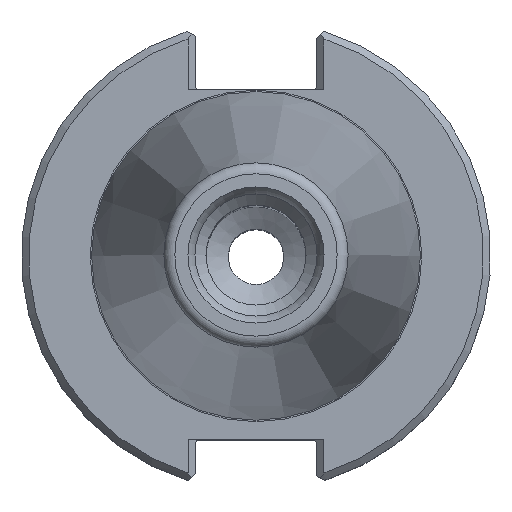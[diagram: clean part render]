
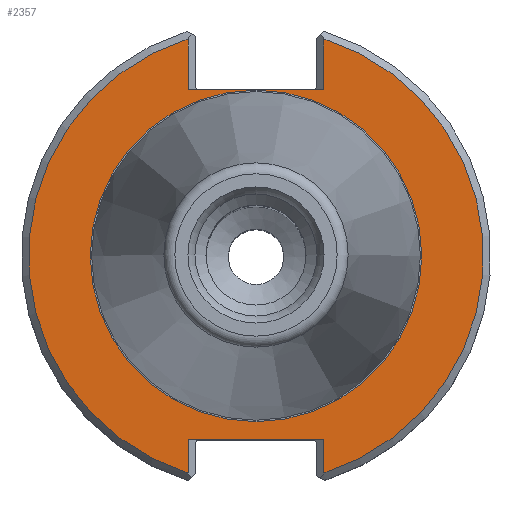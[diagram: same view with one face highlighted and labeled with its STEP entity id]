
A CAD part, top view. The second image highlights one B-rep face of the part: STEP entity #2357.
In plain terms, the highlighted planar face has unit normal (0, 0, 1).
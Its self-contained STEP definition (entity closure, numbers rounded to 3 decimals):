
#56=LINE('',#3596,#121);
#59=LINE('',#3607,#124);
#78=LINE('',#3690,#143);
#80=LINE('',#3706,#145);
#81=LINE('',#3708,#146);
#82=LINE('',#3710,#147);
#121=VECTOR('',#2852,1000.);
#124=VECTOR('',#2857,1000.);
#143=VECTOR('',#2904,1000.);
#145=VECTOR('',#2914,1000.);
#146=VECTOR('',#2915,1000.);
#147=VECTOR('',#2916,1000.);
#278=PLANE('',#2530);
#671=ORIENTED_EDGE('',*,*,#914,.T.);
#672=ORIENTED_EDGE('',*,*,#909,.T.);
#673=ORIENTED_EDGE('',*,*,#939,.F.);
#674=ORIENTED_EDGE('',*,*,#905,.T.);
#675=ORIENTED_EDGE('',*,*,#931,.T.);
#676=ORIENTED_EDGE('',*,*,#944,.T.);
#677=ORIENTED_EDGE('',*,*,#945,.F.);
#678=ORIENTED_EDGE('',*,*,#946,.T.);
#679=ORIENTED_EDGE('',*,*,#903,.F.);
#903=EDGE_CURVE('',#1090,#1090,#1191,.T.);
#905=EDGE_CURVE('',#1092,#1091,#56,.T.);
#909=EDGE_CURVE('',#1093,#1094,#59,.T.);
#914=EDGE_CURVE('',#1097,#1093,#1192,.T.);
#931=EDGE_CURVE('',#1091,#1108,#1193,.T.);
#939=EDGE_CURVE('',#1092,#1094,#78,.T.);
#944=EDGE_CURVE('',#1108,#1115,#80,.T.);
#945=EDGE_CURVE('',#1116,#1115,#81,.T.);
#946=EDGE_CURVE('',#1116,#1097,#82,.T.);
#1090=VERTEX_POINT('',#3589);
#1091=VERTEX_POINT('',#3595);
#1092=VERTEX_POINT('',#3597);
#1093=VERTEX_POINT('',#3604);
#1094=VERTEX_POINT('',#3606);
#1097=VERTEX_POINT('',#3622);
#1108=VERTEX_POINT('',#3668);
#1115=VERTEX_POINT('',#3707);
#1116=VERTEX_POINT('',#3709);
#1191=CIRCLE('',#2510,22.413);
#1192=CIRCLE('',#2515,30.75);
#1193=CIRCLE('',#2522,30.75);
#1328=EDGE_LOOP('',(#671,#672,#673,#674,#675,#676,#677,#678));
#1329=EDGE_LOOP('',(#679));
#1482=FACE_BOUND('',#1328,.T.);
#1483=FACE_BOUND('',#1329,.T.);
#2357=ADVANCED_FACE('',(#1482,#1483),#278,.T.);
#2510=AXIS2_PLACEMENT_3D('',#3588,#2848,#2849);
#2515=AXIS2_PLACEMENT_3D('',#3623,#2864,#2865);
#2522=AXIS2_PLACEMENT_3D('',#3669,#2890,#2891);
#2530=AXIS2_PLACEMENT_3D('',#3705,#2912,#2913);
#2848=DIRECTION('',(0.,0.,1.));
#2849=DIRECTION('',(1.,0.,0.));
#2852=DIRECTION('',(0.,-1.,0.));
#2857=DIRECTION('',(0.,1.,0.));
#2864=DIRECTION('',(0.,0.,1.));
#2865=DIRECTION('',(1.,0.,0.));
#2890=DIRECTION('',(0.,0.,1.));
#2891=DIRECTION('',(1.,0.,0.));
#2904=DIRECTION('',(-1.,0.,0.));
#2912=DIRECTION('',(0.,0.,1.));
#2913=DIRECTION('',(1.,0.,0.));
#2914=DIRECTION('',(0.,-1.,0.));
#2915=DIRECTION('',(1.,0.,0.));
#2916=DIRECTION('',(0.,1.,0.));
#3588=CARTESIAN_POINT('',(0.,0.,-3.17));
#3589=CARTESIAN_POINT('',(22.413,0.,-3.17));
#3595=CARTESIAN_POINT('',(9.19,-29.345,-3.17));
#3596=CARTESIAN_POINT('',(9.19,-30.831,-3.17));
#3597=CARTESIAN_POINT('',(9.19,-24.87,-3.17));
#3604=CARTESIAN_POINT('',(-9.19,-29.345,-3.17));
#3606=CARTESIAN_POINT('',(-9.19,-24.87,-3.17));
#3607=CARTESIAN_POINT('',(-9.19,-24.87,-3.17));
#3622=CARTESIAN_POINT('',(-9.19,29.345,-3.17));
#3623=CARTESIAN_POINT('',(0.,0.,-3.17));
#3668=CARTESIAN_POINT('',(9.19,29.345,-3.17));
#3669=CARTESIAN_POINT('',(0.,0.,-3.17));
#3690=CARTESIAN_POINT('',(8.19,-24.87,-3.17));
#3705=CARTESIAN_POINT('',(22.413,0.,-3.17));
#3706=CARTESIAN_POINT('',(9.19,22.46,-3.17));
#3707=CARTESIAN_POINT('',(9.19,22.46,-3.17));
#3708=CARTESIAN_POINT('',(-8.19,22.46,-3.17));
#3709=CARTESIAN_POINT('',(-9.19,22.46,-3.17));
#3710=CARTESIAN_POINT('',(-9.19,30.831,-3.17));
